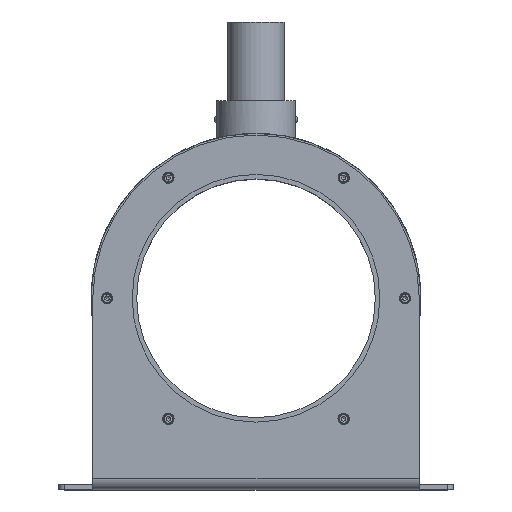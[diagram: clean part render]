
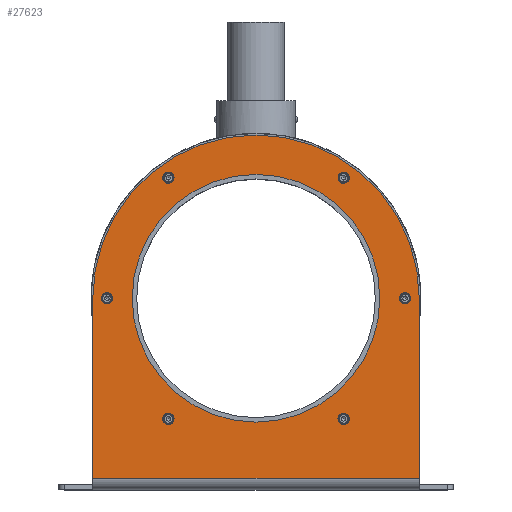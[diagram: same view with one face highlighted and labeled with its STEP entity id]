
A CAD part, top view. The second image highlights one B-rep face of the part: STEP entity #27623.
In plain terms, the highlighted planar face has unit normal (0, 0, 1).
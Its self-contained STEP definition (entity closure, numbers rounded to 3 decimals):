
#98 = CARTESIAN_POINT ( 'NONE',  ( 1.979, -160., 7.5 ) ) ;
#825 = CARTESIAN_POINT ( 'NONE',  ( -132.375, 0., 7.5 ) ) ;
#855 = VERTEX_POINT ( 'NONE', #28081 ) ;
#918 = VERTEX_POINT ( 'NONE', #6310 ) ;
#1319 = EDGE_LOOP ( 'NONE', ( #8248 ) ) ;
#1558 = CIRCLE ( 'NONE', #47544, 5. ) ;
#1978 = EDGE_LOOP ( 'NONE', ( #27769 ) ) ;
#2555 = FACE_BOUND ( 'NONE', #40387, .T. ) ;
#2925 = ORIENTED_EDGE ( 'NONE', *, *, #15925, .F. ) ;
#3271 = EDGE_CURVE ( 'NONE', #49103, #49103, #11512, .T. ) ;
#3895 = EDGE_CURVE ( 'NONE', #10015, #28120, #8817, .T. ) ;
#4003 = CIRCLE ( 'NONE', #38120, 5. ) ;
#4250 = CARTESIAN_POINT ( 'NONE',  ( -77.808, -107.094, 7.5 ) ) ;
#4281 = ORIENTED_EDGE ( 'NONE', *, *, #3895, .F. ) ;
#5589 = DIRECTION ( 'NONE',  ( 0., 0., 1. ) ) ;
#5918 = CARTESIAN_POINT ( 'NONE',  ( 0., 0., 7.5 ) ) ;
#6310 = CARTESIAN_POINT ( 'NONE',  ( 137.375, 0., 7.5 ) ) ;
#7031 = AXIS2_PLACEMENT_3D ( 'NONE', #42366, #5589, #16021 ) ;
#7265 = ORIENTED_EDGE ( 'NONE', *, *, #28153, .F. ) ;
#7525 = DIRECTION ( 'NONE',  ( 1., 0., 0. ) ) ;
#7597 = ORIENTED_EDGE ( 'NONE', *, *, #33051, .T. ) ;
#7724 = DIRECTION ( 'NONE',  ( 1., 0., 0. ) ) ;
#8248 = ORIENTED_EDGE ( 'NONE', *, *, #3271, .F. ) ;
#8817 = LINE ( 'NONE', #12824, #48061 ) ;
#9954 = CIRCLE ( 'NONE', #37725, 5. ) ;
#10015 = VERTEX_POINT ( 'NONE', #22247 ) ;
#10037 = VERTEX_POINT ( 'NONE', #17752 ) ;
#10263 = FACE_BOUND ( 'NONE', #1319, .T. ) ;
#10501 = VECTOR ( 'NONE', #18294, 1000. ) ;
#11223 = DIRECTION ( 'NONE',  ( 0., 0., 1. ) ) ;
#11512 = CIRCLE ( 'NONE', #28133, 110. ) ;
#12758 = EDGE_CURVE ( 'NONE', #10037, #10037, #4003, .T. ) ;
#12824 = CARTESIAN_POINT ( 'NONE',  ( -145., -70.972, 7.5 ) ) ;
#13228 = CARTESIAN_POINT ( 'NONE',  ( 77.808, -107.094, 7.5 ) ) ;
#13572 = LINE ( 'NONE', #47569, #47962 ) ;
#13806 = DIRECTION ( 'NONE',  ( 0., -1., 0. ) ) ;
#13841 = DIRECTION ( 'NONE',  ( 0., 0., 1. ) ) ;
#14225 = FACE_BOUND ( 'NONE', #39981, .T. ) ;
#14726 = CARTESIAN_POINT ( 'NONE',  ( -72.808, -107.094, 7.5 ) ) ;
#15828 = EDGE_CURVE ( 'NONE', #855, #10015, #41619, .T. ) ;
#15925 = EDGE_CURVE ( 'NONE', #918, #918, #43823, .T. ) ;
#15948 = PLANE ( 'NONE',  #26866 ) ;
#16021 = DIRECTION ( 'NONE',  ( 1., 0., 0. ) ) ;
#16970 = DIRECTION ( 'NONE',  ( 1., 0., 0. ) ) ;
#17666 = CARTESIAN_POINT ( 'NONE',  ( -72.808, 107.094, 7.5 ) ) ;
#17752 = CARTESIAN_POINT ( 'NONE',  ( 82.808, -107.094, 7.5 ) ) ;
#17864 = EDGE_CURVE ( 'NONE', #47774, #47774, #19719, .T. ) ;
#18225 = FACE_BOUND ( 'NONE', #29200, .T. ) ;
#18294 = DIRECTION ( 'NONE',  ( -1., 0., 0. ) ) ;
#19199 = DIRECTION ( 'NONE',  ( 0., 0., 1. ) ) ;
#19719 = CIRCLE ( 'NONE', #7031, 5. ) ;
#20217 = DIRECTION ( 'NONE',  ( 0., 0., 1. ) ) ;
#20238 = DIRECTION ( 'NONE',  ( 0., 0., 1. ) ) ;
#20388 = AXIS2_PLACEMENT_3D ( 'NONE', #24645, #28125, #16970 ) ;
#20948 = EDGE_CURVE ( 'NONE', #29650, #29650, #9954, .T. ) ;
#22247 = CARTESIAN_POINT ( 'NONE',  ( -145., -160., 7.5 ) ) ;
#22480 = CARTESIAN_POINT ( 'NONE',  ( 132.375, 0., 7.5 ) ) ;
#22625 = VERTEX_POINT ( 'NONE', #41579 ) ;
#22950 = DIRECTION ( 'NONE',  ( 0., 0., 1. ) ) ;
#23238 = ORIENTED_EDGE ( 'NONE', *, *, #12758, .F. ) ;
#23908 = CARTESIAN_POINT ( 'NONE',  ( -145., 0., 7.5 ) ) ;
#23950 = DIRECTION ( 'NONE',  ( 0., 1., 0. ) ) ;
#24645 = CARTESIAN_POINT ( 'NONE',  ( -77.808, 107.094, 7.5 ) ) ;
#25070 = VERTEX_POINT ( 'NONE', #17666 ) ;
#25421 = CARTESIAN_POINT ( 'NONE',  ( 82.808, 107.094, 7.5 ) ) ;
#25583 = EDGE_LOOP ( 'NONE', ( #7597, #4281, #42408, #44120 ) ) ;
#25765 = ORIENTED_EDGE ( 'NONE', *, *, #20948, .F. ) ;
#26866 = AXIS2_PLACEMENT_3D ( 'NONE', #45291, #19199, #7525 ) ;
#27623 = ADVANCED_FACE ( 'NONE', ( #2555, #10263, #33137, #14225, #29393, #18225, #48490, #29635 ), #15948, .T. ) ;
#27769 = ORIENTED_EDGE ( 'NONE', *, *, #47345, .F. ) ;
#28081 = CARTESIAN_POINT ( 'NONE',  ( 145., -160., 7.5 ) ) ;
#28120 = VERTEX_POINT ( 'NONE', #23908 ) ;
#28125 = DIRECTION ( 'NONE',  ( 0., 0., 1. ) ) ;
#28133 = AXIS2_PLACEMENT_3D ( 'NONE', #34554, #11223, #7724 ) ;
#28153 = EDGE_CURVE ( 'NONE', #30622, #30622, #1558, .T. ) ;
#28360 = DIRECTION ( 'NONE',  ( 1., 0., 0. ) ) ;
#28424 = CIRCLE ( 'NONE', #34791, 145. ) ;
#29200 = EDGE_LOOP ( 'NONE', ( #25765 ) ) ;
#29393 = FACE_BOUND ( 'NONE', #38860, .T. ) ;
#29635 = FACE_BOUND ( 'NONE', #1978, .T. ) ;
#29650 = VERTEX_POINT ( 'NONE', #14726 ) ;
#30573 = DIRECTION ( 'NONE',  ( 0., 0., 1. ) ) ;
#30622 = VERTEX_POINT ( 'NONE', #45787 ) ;
#33051 = EDGE_CURVE ( 'NONE', #22625, #28120, #28424, .T. ) ;
#33137 = FACE_OUTER_BOUND ( 'NONE', #25583, .T. ) ;
#34554 = CARTESIAN_POINT ( 'NONE',  ( 0., 0., 7.5 ) ) ;
#34791 = AXIS2_PLACEMENT_3D ( 'NONE', #5918, #13841, #40914 ) ;
#35351 = DIRECTION ( 'NONE',  ( 1., 0., 0. ) ) ;
#37725 = AXIS2_PLACEMENT_3D ( 'NONE', #4250, #30573, #38534 ) ;
#38120 = AXIS2_PLACEMENT_3D ( 'NONE', #13228, #20217, #28360 ) ;
#38144 = EDGE_CURVE ( 'NONE', #22625, #855, #13572, .T. ) ;
#38534 = DIRECTION ( 'NONE',  ( 1., 0., 0. ) ) ;
#38602 = CIRCLE ( 'NONE', #20388, 5. ) ;
#38860 = EDGE_LOOP ( 'NONE', ( #23238 ) ) ;
#39981 = EDGE_LOOP ( 'NONE', ( #2925 ) ) ;
#40387 = EDGE_LOOP ( 'NONE', ( #44889 ) ) ;
#40756 = EDGE_LOOP ( 'NONE', ( #7265 ) ) ;
#40914 = DIRECTION ( 'NONE',  ( 1., 0., 0. ) ) ;
#41418 = AXIS2_PLACEMENT_3D ( 'NONE', #22480, #22950, #44851 ) ;
#41579 = CARTESIAN_POINT ( 'NONE',  ( 145., 0., 7.5 ) ) ;
#41619 = LINE ( 'NONE', #98, #10501 ) ;
#42366 = CARTESIAN_POINT ( 'NONE',  ( 77.808, 107.094, 7.5 ) ) ;
#42408 = ORIENTED_EDGE ( 'NONE', *, *, #15828, .F. ) ;
#43823 = CIRCLE ( 'NONE', #41418, 5. ) ;
#44120 = ORIENTED_EDGE ( 'NONE', *, *, #38144, .F. ) ;
#44851 = DIRECTION ( 'NONE',  ( 1., 0., 0. ) ) ;
#44889 = ORIENTED_EDGE ( 'NONE', *, *, #17864, .F. ) ;
#45291 = CARTESIAN_POINT ( 'NONE',  ( 1.979, -70.972, 7.5 ) ) ;
#45787 = CARTESIAN_POINT ( 'NONE',  ( -127.375, 0., 7.5 ) ) ;
#47345 = EDGE_CURVE ( 'NONE', #25070, #25070, #38602, .T. ) ;
#47544 = AXIS2_PLACEMENT_3D ( 'NONE', #825, #20238, #35351 ) ;
#47569 = CARTESIAN_POINT ( 'NONE',  ( 145., -70.972, 7.5 ) ) ;
#47774 = VERTEX_POINT ( 'NONE', #25421 ) ;
#47962 = VECTOR ( 'NONE', #13806, 1000. ) ;
#48061 = VECTOR ( 'NONE', #23950, 1000. ) ;
#48490 = FACE_BOUND ( 'NONE', #40756, .T. ) ;
#48859 = CARTESIAN_POINT ( 'NONE',  ( 110., 0., 7.5 ) ) ;
#49103 = VERTEX_POINT ( 'NONE', #48859 ) ;
